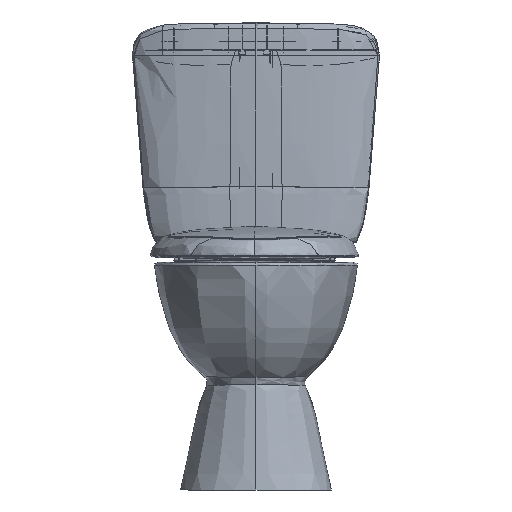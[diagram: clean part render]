
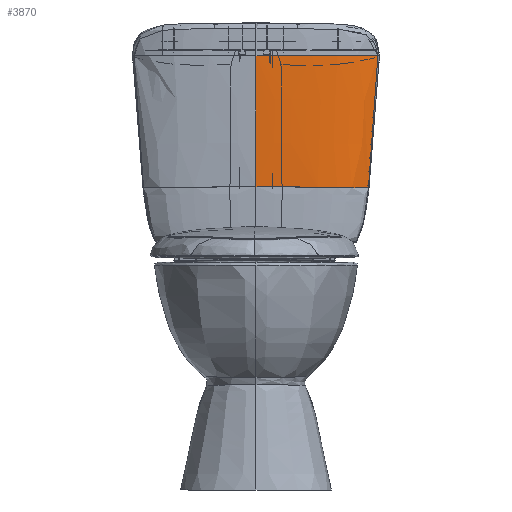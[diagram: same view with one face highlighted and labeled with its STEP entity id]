
A CAD part, front view. The second image highlights one B-rep face of the part: STEP entity #3870.
In plain terms, the highlighted free-form (B-spline) face has degree [3, 3] with [15, 4] control points.
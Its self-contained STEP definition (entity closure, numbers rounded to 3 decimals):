
#3870=ADVANCED_FACE('',(#9418),#84115,.T.);
#9418=FACE_OUTER_BOUND('',#15113,.T.);
#15113=EDGE_LOOP('',(#34406,#34407,#34408,#34409));
#34406=ORIENTED_EDGE('',*,*,#53956,.T.);
#34407=ORIENTED_EDGE('',*,*,#53958,.F.);
#34408=ORIENTED_EDGE('',*,*,#53957,.F.);
#34409=ORIENTED_EDGE('',*,*,#51955,.F.);
#51955=EDGE_CURVE('',#77530,#77505,#68189,.T.);
#53956=EDGE_CURVE('',#77530,#77344,#69840,.T.);
#53957=EDGE_CURVE('',#77505,#77345,#69841,.T.);
#53958=EDGE_CURVE('',#77345,#77344,#69842,.T.);
#68189=B_SPLINE_CURVE_WITH_KNOTS('',3,(#226581,#226582,#226583,#226584,
#226585,#226586,#226587,#226588,#226589,#226590,#226591,#226592,#226593,
#226594,#226595,#226596,#226597,#226598,#226599,#226600,#226601,#226602,
#226603,#226604),.UNSPECIFIED.,.F.,.F.,(4,1,1,1,1,1,1,1,1,1,1,1,1,1,1,1,
1,1,1,1,1,4),(-229.752,-218.812,-207.871,-196.931,
-185.99,-175.049,-164.109,-153.168,
-142.228,-131.287,-120.346,-109.406,-98.465,
-87.525,-76.584,-65.644,-54.703,-43.762,
-32.822,-21.881,-10.941,0.),.UNSPECIFIED.);
#69840=B_SPLINE_CURVE_WITH_KNOTS('',1,(#232779,#232780),.UNSPECIFIED.,.F.,
 .F.,(2,2),(-238.69,0.),.UNSPECIFIED.);
#69841=B_SPLINE_CURVE_WITH_KNOTS('',3,(#232781,#232782,#232783,#232784,
#232785,#232786),.UNSPECIFIED.,.F.,.F.,(4,1,1,4),(0.,80.546,161.091,
241.637),.UNSPECIFIED.);
#69842=B_SPLINE_CURVE_WITH_KNOTS('',3,(#232787,#232788,#232789,#232790,
#232791,#232792,#232793,#232794,#232795,#232796,#232797,#232798,#232799,
#232800,#232801,#232802),.UNSPECIFIED.,.F.,.F.,(4,1,1,1,1,1,1,1,1,1,1,1,
1,4),(0.,10.868,24.516,38.164,51.812,
65.46,79.108,92.756,106.404,120.052,
133.7,160.996,188.292,215.587),
 .UNSPECIFIED.);
#77344=VERTEX_POINT('',#222879);
#77345=VERTEX_POINT('',#222880);
#77505=VERTEX_POINT('',#223040);
#77530=VERTEX_POINT('',#223065);
#84115=B_SPLINE_SURFACE_WITH_KNOTS('',3,3,((#209152,#209153,#209154,#209155),
(#209156,#209157,#209158,#209159),(#209160,#209161,#209162,#209163),(#209164,
#209165,#209166,#209167),(#209168,#209169,#209170,#209171),(#209172,#209173,
#209174,#209175),(#209176,#209177,#209178,#209179),(#209180,#209181,#209182,
#209183),(#209184,#209185,#209186,#209187),(#209188,#209189,#209190,#209191),
(#209192,#209193,#209194,#209195),(#209196,#209197,#209198,#209199),(#209200,
#209201,#209202,#209203),(#209204,#209205,#209206,#209207),(#209208,#209209,
#209210,#209211)),.UNSPECIFIED.,.F.,.F.,.F.,(4,1,1,1,1,1,1,1,1,1,1,1,4),
(4,4),(0.,1.648,29.608,59.217,88.825,
118.433,148.042,162.846,177.65,192.454,
207.258,233.875,236.214),(0.,251.431),
 .UNSPECIFIED.);
#209152=CARTESIAN_POINT('',(-2.115,97.593,58.711));
#209153=CARTESIAN_POINT('',(-2.181,180.323,60.162));
#209154=CARTESIAN_POINT('',(-2.247,263.053,61.613));
#209155=CARTESIAN_POINT('',(-2.313,345.783,63.064));
#209156=CARTESIAN_POINT('',(-1.406,97.587,58.712));
#209157=CARTESIAN_POINT('',(-1.45,180.319,60.163));
#209158=CARTESIAN_POINT('',(-1.493,263.051,61.614));
#209159=CARTESIAN_POINT('',(-1.537,345.783,63.066));
#209160=CARTESIAN_POINT('',(11.26,97.487,58.718));
#209161=CARTESIAN_POINT('',(11.611,180.253,60.171));
#209162=CARTESIAN_POINT('',(11.962,263.018,61.624));
#209163=CARTESIAN_POINT('',(12.313,345.784,63.078));
#209164=CARTESIAN_POINT('',(33.996,97.281,58.439));
#209165=CARTESIAN_POINT('',(34.915,180.116,59.839));
#209166=CARTESIAN_POINT('',(35.834,262.952,61.238));
#209167=CARTESIAN_POINT('',(36.753,345.788,62.637));
#209168=CARTESIAN_POINT('',(62.153,96.964,57.288));
#209169=CARTESIAN_POINT('',(63.541,179.907,58.534));
#209170=CARTESIAN_POINT('',(64.929,262.85,59.78));
#209171=CARTESIAN_POINT('',(66.317,345.792,61.025));
#209172=CARTESIAN_POINT('',(87.838,96.633,55.479));
#209173=CARTESIAN_POINT('',(89.662,179.688,56.61));
#209174=CARTESIAN_POINT('',(91.486,262.743,57.74));
#209175=CARTESIAN_POINT('',(93.31,345.798,58.871));
#209176=CARTESIAN_POINT('',(112.807,96.303,53.068));
#209177=CARTESIAN_POINT('',(115.289,179.47,54.209));
#209178=CARTESIAN_POINT('',(117.772,262.636,55.35));
#209179=CARTESIAN_POINT('',(120.255,345.803,56.491));
#209180=CARTESIAN_POINT('',(134.458,96.037,50.398));
#209181=CARTESIAN_POINT('',(137.243,179.293,51.413));
#209182=CARTESIAN_POINT('',(140.027,262.55,52.427));
#209183=CARTESIAN_POINT('',(142.812,345.807,53.442));
#209184=CARTESIAN_POINT('',(151.884,95.833,47.049));
#209185=CARTESIAN_POINT('',(154.933,179.159,47.981));
#209186=CARTESIAN_POINT('',(157.982,262.484,48.913));
#209187=CARTESIAN_POINT('',(161.03,345.81,49.844));
#209188=CARTESIAN_POINT('',(164.795,95.687,43.687));
#209189=CARTESIAN_POINT('',(168.172,179.062,44.625));
#209190=CARTESIAN_POINT('',(171.548,262.437,45.563));
#209191=CARTESIAN_POINT('',(174.925,345.812,46.501));
#209192=CARTESIAN_POINT('',(177.407,95.547,39.233));
#209193=CARTESIAN_POINT('',(181.24,178.97,40.251));
#209194=CARTESIAN_POINT('',(185.074,262.392,41.269));
#209195=CARTESIAN_POINT('',(188.907,345.814,42.287));
#209196=CARTESIAN_POINT('',(192.566,95.381,31.783));
#209197=CARTESIAN_POINT('',(197.041,178.859,32.932));
#209198=CARTESIAN_POINT('',(201.517,262.338,34.081));
#209199=CARTESIAN_POINT('',(205.992,345.817,35.23));
#209200=CARTESIAN_POINT('',(201.741,95.263,23.287));
#209201=CARTESIAN_POINT('',(207.106,178.781,24.589));
#209202=CARTESIAN_POINT('',(212.471,262.3,25.891));
#209203=CARTESIAN_POINT('',(217.836,345.819,27.192));
#209204=CARTESIAN_POINT('',(205.113,95.191,15.806));
#209205=CARTESIAN_POINT('',(211.526,178.734,17.25));
#209206=CARTESIAN_POINT('',(217.939,262.277,18.694));
#209207=CARTESIAN_POINT('',(224.352,345.82,20.138));
#209208=CARTESIAN_POINT('',(205.366,95.185,15.189));
#209209=CARTESIAN_POINT('',(211.867,178.73,16.645));
#209210=CARTESIAN_POINT('',(218.368,262.275,18.101));
#209211=CARTESIAN_POINT('',(224.869,345.82,19.557));
#222879=CARTESIAN_POINT('',(0.,102.349,58.796));
#222880=CARTESIAN_POINT('',(204.912,100.022,17.085));
#223040=CARTESIAN_POINT('',(222.044,340.998,22.102));
#223065=CARTESIAN_POINT('',(0.,341.002,62.982));
#226581=CARTESIAN_POINT('',(0.,341.002,62.982));
#226582=CARTESIAN_POINT('',(3.215,341.002,62.982));
#226583=CARTESIAN_POINT('',(9.613,340.999,62.956));
#226584=CARTESIAN_POINT('',(19.081,341.,62.837));
#226585=CARTESIAN_POINT('',(28.502,341.,62.632));
#226586=CARTESIAN_POINT('',(37.959,341.,62.332));
#226587=CARTESIAN_POINT('',(47.634,341.,61.923));
#226588=CARTESIAN_POINT('',(57.886,341.,61.377));
#226589=CARTESIAN_POINT('',(69.223,341.,60.651));
#226590=CARTESIAN_POINT('',(82.272,341.,59.678));
#226591=CARTESIAN_POINT('',(96.852,341.,58.472));
#226592=CARTESIAN_POINT('',(113.576,341.,56.989));
#226593=CARTESIAN_POINT('',(131.975,341.,54.872));
#226594=CARTESIAN_POINT('',(147.556,341.,52.436));
#226595=CARTESIAN_POINT('',(161.384,341.,49.664));
#226596=CARTESIAN_POINT('',(173.471,341.,46.735));
#226597=CARTESIAN_POINT('',(184.084,341.,43.649));
#226598=CARTESIAN_POINT('',(193.25,341.,40.366));
#226599=CARTESIAN_POINT('',(201.036,341.,36.921));
#226600=CARTESIAN_POINT('',(207.56,341.,33.398));
#226601=CARTESIAN_POINT('',(213.114,341.,29.782));
#226602=CARTESIAN_POINT('',(217.916,341.001,26.044));
#226603=CARTESIAN_POINT('',(220.734,340.998,23.428));
#226604=CARTESIAN_POINT('',(222.044,340.998,22.102));
#232779=CARTESIAN_POINT('',(0.,341.002,62.982));
#232780=CARTESIAN_POINT('',(0.,102.349,58.796));
#232781=CARTESIAN_POINT('',(222.044,340.998,22.102));
#232782=CARTESIAN_POINT('',(220.048,313.108,21.588));
#232783=CARTESIAN_POINT('',(216.129,258.067,20.534));
#232784=CARTESIAN_POINT('',(210.438,177.74,18.874));
#232785=CARTESIAN_POINT('',(206.744,125.68,17.695));
#232786=CARTESIAN_POINT('',(204.912,100.022,17.085));
#232787=CARTESIAN_POINT('',(204.912,100.022,17.085));
#232788=CARTESIAN_POINT('',(203.436,100.051,20.046));
#232789=CARTESIAN_POINT('',(199.121,100.118,26.041));
#232790=CARTESIAN_POINT('',(189.784,100.229,33.314));
#232791=CARTESIAN_POINT('',(177.886,100.357,39.182));
#232792=CARTESIAN_POINT('',(165.345,100.493,43.63));
#232793=CARTESIAN_POINT('',(152.512,100.635,46.999));
#232794=CARTESIAN_POINT('',(139.528,100.784,49.527));
#232795=CARTESIAN_POINT('',(126.573,100.937,51.439));
#232796=CARTESIAN_POINT('',(113.79,101.094,52.959));
#232797=CARTESIAN_POINT('',(101.222,101.253,54.257));
#232798=CARTESIAN_POINT('',(84.573,101.467,55.776));
#232799=CARTESIAN_POINT('',(63.342,101.736,57.294));
#232800=CARTESIAN_POINT('',(35.008,102.05,58.5));
#232801=CARTESIAN_POINT('',(12.528,102.251,58.794));
#232802=CARTESIAN_POINT('',(0.,102.349,58.796));
